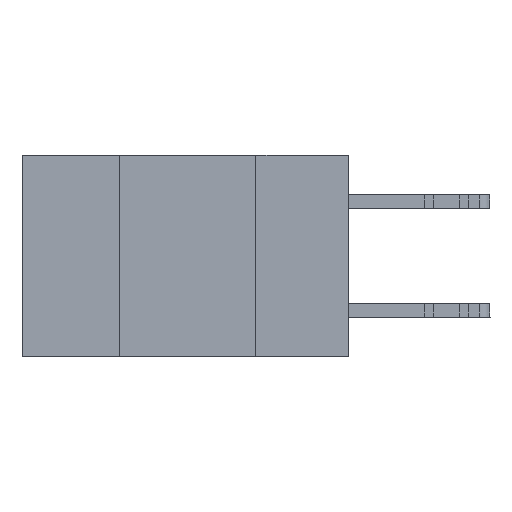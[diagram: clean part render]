
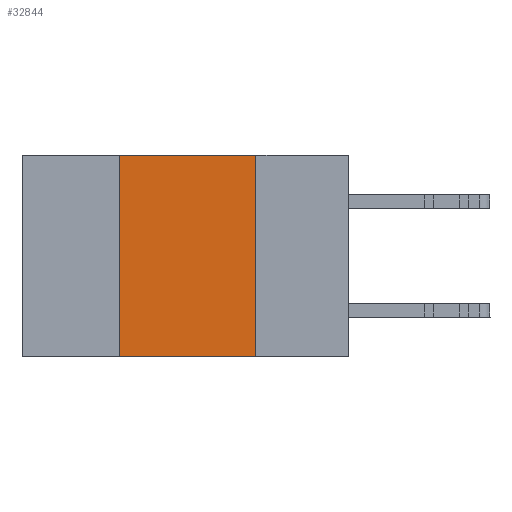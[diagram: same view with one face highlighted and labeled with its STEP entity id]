
A CAD part, left-side view. The second image highlights one B-rep face of the part: STEP entity #32844.
In plain terms, the highlighted planar face has unit normal (-1, 0, 0).
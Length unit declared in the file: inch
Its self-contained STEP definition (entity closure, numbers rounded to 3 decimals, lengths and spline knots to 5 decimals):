
#593 = FACE_OUTER_BOUND ( 'NONE', #25963, .T. ) ;
#804 = VERTEX_POINT ( 'NONE', #16570 ) ;
#1533 = AXIS2_PLACEMENT_3D ( 'NONE', #10082, #17790, #2365 ) ;
#2365 = DIRECTION ( 'NONE',  ( 0., 0., -1. ) ) ;
#2517 = CARTESIAN_POINT ( 'NONE',  ( 0., 0.42, -0.37 ) ) ;
#3964 = DIRECTION ( 'NONE',  ( 0., -1., 0. ) ) ;
#4528 = EDGE_CURVE ( 'NONE', #32236, #15774, #13134, .T. ) ;
#8370 = CARTESIAN_POINT ( 'NONE',  ( 0., 0.42, 0. ) ) ;
#9067 = CARTESIAN_POINT ( 'NONE',  ( 0., 0.6, 0. ) ) ;
#10082 = CARTESIAN_POINT ( 'NONE',  ( 0., 0.6, 0. ) ) ;
#11035 = ORIENTED_EDGE ( 'NONE', *, *, #18277, .F. ) ;
#11956 = VECTOR ( 'NONE', #3964, 39.37008 ) ;
#13134 = LINE ( 'NONE', #8370, #25867 ) ;
#14579 = CARTESIAN_POINT ( 'NONE',  ( 0., 0.6, -0.37 ) ) ;
#14693 = DIRECTION ( 'NONE',  ( 0., -1., 0. ) ) ;
#15086 = CARTESIAN_POINT ( 'NONE',  ( 0., 0.17, 0. ) ) ;
#15216 = PLANE ( 'NONE',  #1533 ) ;
#15774 = VERTEX_POINT ( 'NONE', #17625 ) ;
#16157 = VECTOR ( 'NONE', #16738, 39.37008 ) ;
#16570 = CARTESIAN_POINT ( 'NONE',  ( 0., 0.17, -0.37 ) ) ;
#16738 = DIRECTION ( 'NONE',  ( 0., 0., -1. ) ) ;
#17625 = CARTESIAN_POINT ( 'NONE',  ( 0., 0.42, 0. ) ) ;
#17790 = DIRECTION ( 'NONE',  ( 1., 0., 0. ) ) ;
#18277 = EDGE_CURVE ( 'NONE', #24996, #804, #24566, .T. ) ;
#18752 = LINE ( 'NONE', #9067, #11956 ) ;
#19629 = EDGE_CURVE ( 'NONE', #32236, #804, #27679, .T. ) ;
#20934 = VECTOR ( 'NONE', #14693, 39.37008 ) ;
#23052 = EDGE_CURVE ( 'NONE', #15774, #24996, #18752, .T. ) ;
#24566 = LINE ( 'NONE', #32022, #16157 ) ;
#24996 = VERTEX_POINT ( 'NONE', #15086 ) ;
#25459 = ORIENTED_EDGE ( 'NONE', *, *, #4528, .F. ) ;
#25867 = VECTOR ( 'NONE', #26233, 39.37008 ) ;
#25963 = EDGE_LOOP ( 'NONE', ( #11035, #31050, #25459, #27882 ) ) ;
#26233 = DIRECTION ( 'NONE',  ( 0., 0., 1. ) ) ;
#27679 = LINE ( 'NONE', #14579, #20934 ) ;
#27882 = ORIENTED_EDGE ( 'NONE', *, *, #19629, .T. ) ;
#31050 = ORIENTED_EDGE ( 'NONE', *, *, #23052, .F. ) ;
#32022 = CARTESIAN_POINT ( 'NONE',  ( 0., 0.17, 0. ) ) ;
#32236 = VERTEX_POINT ( 'NONE', #2517 ) ;
#32844 = ADVANCED_FACE ( 'NONE', ( #593 ), #15216, .F. ) ;
